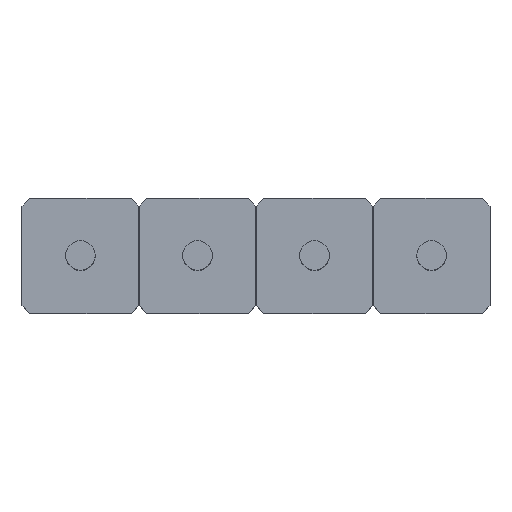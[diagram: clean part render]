
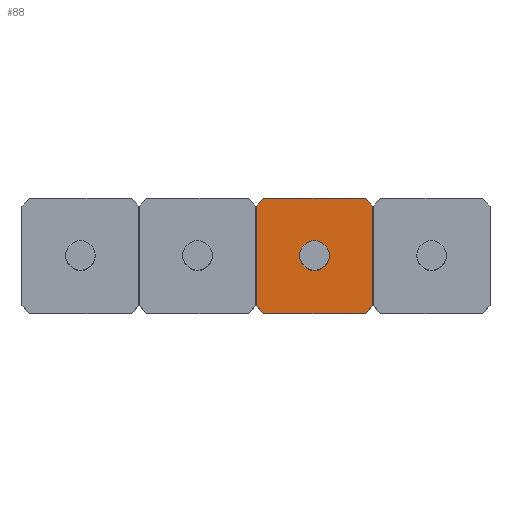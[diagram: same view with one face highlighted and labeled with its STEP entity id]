
A CAD part, top view. The second image highlights one B-rep face of the part: STEP entity #88.
In plain terms, the highlighted planar face has unit normal (0, 0, 1).
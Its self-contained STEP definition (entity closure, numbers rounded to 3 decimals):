
#88=ADVANCED_FACE('',(#736,#738),#740,.T.);
#736=FACE_BOUND('',#737,.T.);
#737=EDGE_LOOP('',(#1272,#1273,#1274,#1275,#1276,#1277,#1278,#1279));
#738=FACE_BOUND('',#739,.T.);
#739=EDGE_LOOP('',(#1280));
#740=PLANE('',#741);
#741=AXIS2_PLACEMENT_3D('',#742,#743,#744);
#742=CARTESIAN_POINT('',(5.082,0.,2.5));
#743=DIRECTION('',(0.,0.,1.));
#744=DIRECTION('',(1.,0.,0.));
#1272=ORIENTED_EDGE('',*,*,#1560,.T.);
#1273=ORIENTED_EDGE('',*,*,#1561,.T.);
#1274=ORIENTED_EDGE('',*,*,#1562,.T.);
#1275=ORIENTED_EDGE('',*,*,#1563,.T.);
#1276=ORIENTED_EDGE('',*,*,#1564,.T.);
#1277=ORIENTED_EDGE('',*,*,#1565,.T.);
#1278=ORIENTED_EDGE('',*,*,#1566,.T.);
#1279=ORIENTED_EDGE('',*,*,#1567,.T.);
#1280=ORIENTED_EDGE('',*,*,#1568,.F.);
#1560=EDGE_CURVE('',#1704,#1705,#1706,.T.);
#1561=EDGE_CURVE('',#1705,#1707,#1708,.T.);
#1562=EDGE_CURVE('',#1707,#1709,#1710,.T.);
#1563=EDGE_CURVE('',#1709,#1711,#1712,.T.);
#1564=EDGE_CURVE('',#1711,#1713,#1714,.T.);
#1565=EDGE_CURVE('',#1713,#1715,#1716,.T.);
#1566=EDGE_CURVE('',#1715,#1717,#1718,.T.);
#1567=EDGE_CURVE('',#1717,#1704,#1719,.T.);
#1568=EDGE_CURVE('',#1720,#1720,#1721,.T.);
#1704=VERTEX_POINT('',#1944);
#1705=VERTEX_POINT('',#1945);
#1706=LINE('',#1946,#1947);
#1707=VERTEX_POINT('',#1949);
#1708=LINE('',#1950,#1951);
#1709=VERTEX_POINT('',#1953);
#1710=LINE('',#1954,#1955);
#1711=VERTEX_POINT('',#1957);
#1712=LINE('',#1958,#1959);
#1713=VERTEX_POINT('',#1961);
#1714=LINE('',#1962,#1963);
#1715=VERTEX_POINT('',#1965);
#1716=LINE('',#1966,#1967);
#1717=VERTEX_POINT('',#1969);
#1718=LINE('',#1970,#1971);
#1719=LINE('',#1973,#1974);
#1720=VERTEX_POINT('',#1976);
#1721=CIRCLE('',#1977,0.32);
#1944=CARTESIAN_POINT('',(6.182,1.25,2.5));
#1945=CARTESIAN_POINT('',(3.982,1.25,2.5));
#1946=CARTESIAN_POINT('',(6.182,1.25,2.5));
#1947=VECTOR('',#1948,1.);
#1948=DIRECTION('',(-1.,0.,0.));
#1949=CARTESIAN_POINT('',(3.812,1.08,2.5));
#1950=CARTESIAN_POINT('',(3.982,1.25,2.5));
#1951=VECTOR('',#1952,1.);
#1952=DIRECTION('',(-0.707,-0.707,0.));
#1953=CARTESIAN_POINT('',(3.812,-1.08,2.5));
#1954=CARTESIAN_POINT('',(3.812,1.08,2.5));
#1955=VECTOR('',#1956,1.);
#1956=DIRECTION('',(0.,-1.,0.));
#1957=CARTESIAN_POINT('',(3.982,-1.25,2.5));
#1958=CARTESIAN_POINT('',(3.812,-1.08,2.5));
#1959=VECTOR('',#1960,1.);
#1960=DIRECTION('',(0.707,-0.707,0.));
#1961=CARTESIAN_POINT('',(6.182,-1.25,2.5));
#1962=CARTESIAN_POINT('',(3.982,-1.25,2.5));
#1963=VECTOR('',#1964,1.);
#1964=DIRECTION('',(1.,0.,0.));
#1965=CARTESIAN_POINT('',(6.352,-1.08,2.5));
#1966=CARTESIAN_POINT('',(6.182,-1.25,2.5));
#1967=VECTOR('',#1968,1.);
#1968=DIRECTION('',(0.707,0.707,0.));
#1969=CARTESIAN_POINT('',(6.352,1.08,2.5));
#1970=CARTESIAN_POINT('',(6.352,-1.08,2.5));
#1971=VECTOR('',#1972,1.);
#1972=DIRECTION('',(0.,1.,0.));
#1973=CARTESIAN_POINT('',(6.352,1.08,2.5));
#1974=VECTOR('',#1975,1.);
#1975=DIRECTION('',(-0.707,0.707,0.));
#1976=CARTESIAN_POINT('',(5.402,0.,2.5));
#1977=AXIS2_PLACEMENT_3D('',#1978,#1979,#1980);
#1978=CARTESIAN_POINT('',(5.082,0.,2.5));
#1979=DIRECTION('',(0.,0.,1.));
#1980=DIRECTION('',(1.,0.,0.));
